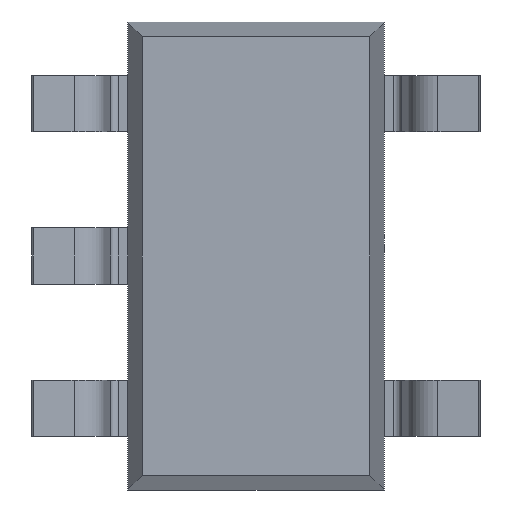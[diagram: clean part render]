
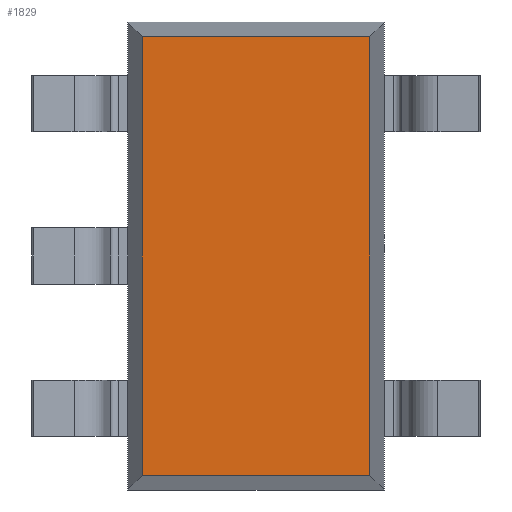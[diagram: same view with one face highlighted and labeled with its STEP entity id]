
A CAD part, front view. The second image highlights one B-rep face of the part: STEP entity #1829.
In plain terms, the highlighted planar face has unit normal (0, -1, 0).
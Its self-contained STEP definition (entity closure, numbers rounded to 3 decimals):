
#21 = DIRECTION ( 'NONE',  ( 0., 0., -1. ) ) ;
#110 = DIRECTION ( 'NONE',  ( 0., 0., -1. ) ) ;
#241 = CARTESIAN_POINT ( 'NONE',  ( -0.709, 0.15, -1.369 ) ) ;
#250 = DIRECTION ( 'NONE',  ( 1., 0., 0. ) ) ;
#260 = AXIS2_PLACEMENT_3D ( 'NONE', #2012, #1217, #21 ) ;
#363 = VERTEX_POINT ( 'NONE', #241 ) ;
#389 = ORIENTED_EDGE ( 'NONE', *, *, #1068, .T. ) ;
#440 = VERTEX_POINT ( 'NONE', #1149 ) ;
#515 = CARTESIAN_POINT ( 'NONE',  ( 0.709, 0.15, 1.369 ) ) ;
#637 = FACE_OUTER_BOUND ( 'NONE', #791, .T. ) ;
#676 = LINE ( 'NONE', #2425, #1954 ) ;
#729 = EDGE_CURVE ( 'NONE', #2348, #440, #676, .T. ) ;
#791 = EDGE_LOOP ( 'NONE', ( #963, #389, #2281, #2341 ) ) ;
#800 = CARTESIAN_POINT ( 'NONE',  ( 0.709, 0.15, -1.46 ) ) ;
#963 = ORIENTED_EDGE ( 'NONE', *, *, #2306, .T. ) ;
#973 = DIRECTION ( 'NONE',  ( 0., 0., 1. ) ) ;
#1068 = EDGE_CURVE ( 'NONE', #2161, #2348, #2159, .T. ) ;
#1149 = CARTESIAN_POINT ( 'NONE',  ( -0.709, 0.15, 1.369 ) ) ;
#1165 = VECTOR ( 'NONE', #973, 1000. ) ;
#1201 = VECTOR ( 'NONE', #250, 1000. ) ;
#1217 = DIRECTION ( 'NONE',  ( 0., -1., 0. ) ) ;
#1234 = LINE ( 'NONE', #2031, #1201 ) ;
#1450 = PLANE ( 'NONE',  #260 ) ;
#1829 = ADVANCED_FACE ( 'NONE', ( #637 ), #1450, .T. ) ;
#1891 = CARTESIAN_POINT ( 'NONE',  ( -0.709, 0.15, 1.46 ) ) ;
#1901 = EDGE_CURVE ( 'NONE', #440, #363, #2490, .T. ) ;
#1954 = VECTOR ( 'NONE', #2032, 1000. ) ;
#1984 = CARTESIAN_POINT ( 'NONE',  ( 0.709, 0.15, -1.369 ) ) ;
#2012 = CARTESIAN_POINT ( 'NONE',  ( 0., 0.15, 0. ) ) ;
#2031 = CARTESIAN_POINT ( 'NONE',  ( -0.8, 0.15, -1.369 ) ) ;
#2032 = DIRECTION ( 'NONE',  ( -1., 0., 0. ) ) ;
#2159 = LINE ( 'NONE', #800, #1165 ) ;
#2161 = VERTEX_POINT ( 'NONE', #1984 ) ;
#2281 = ORIENTED_EDGE ( 'NONE', *, *, #729, .T. ) ;
#2306 = EDGE_CURVE ( 'NONE', #363, #2161, #1234, .T. ) ;
#2341 = ORIENTED_EDGE ( 'NONE', *, *, #1901, .T. ) ;
#2348 = VERTEX_POINT ( 'NONE', #515 ) ;
#2407 = VECTOR ( 'NONE', #110, 1000. ) ;
#2425 = CARTESIAN_POINT ( 'NONE',  ( 0.8, 0.15, 1.369 ) ) ;
#2490 = LINE ( 'NONE', #1891, #2407 ) ;
